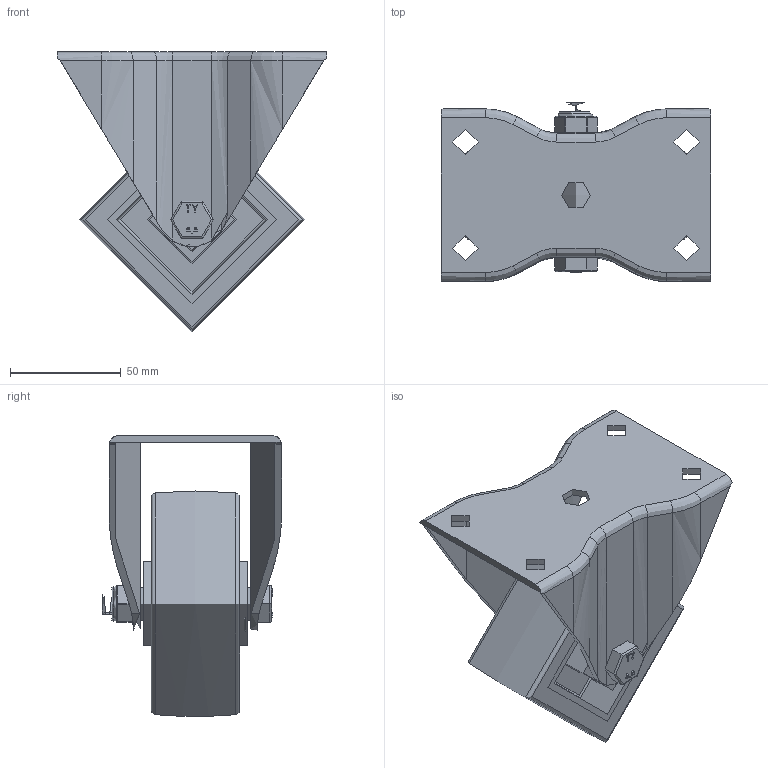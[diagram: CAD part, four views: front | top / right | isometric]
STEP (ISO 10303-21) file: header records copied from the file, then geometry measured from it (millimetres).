
FILE_DESCRIPTION(/* description */ (''),/* implementation_level */ '2;1');
FILE_NAME(/* name */ 'BZHF100ENPBLP.step',/* time_stamp */ '2024-05-17T09:18:23+01:00',/* author */ (''),/* organization */ (''),/* preprocessor_version */ 'ST-DEVELOPER v20',/* originating_system */ 'Autodesk Translation Framework v13.14.0.145',/* authorisation */ '');
FILE_SCHEMA (('AUTOMOTIVE_DESIGN { 1 0 10303 214 3 1 1 }'));
Length unit declared in the file: millimetre
Products named in the file (20): BZHF100ENPBLP; BZHF100ASLP - 50 v1; ZINC PLATED PRESSED STEEL BRACKET; BZH100WENPRB15 v1; 82 SHORE A POLYURETHANE TYRE; NYLON RIM; NYLON RIM Geometry; CAP; ROLLER BEARING; CAGE; RIBS; Component4; TUBEM15X50 v1; ZINC PLATED AXLE TUBE; HEXBOLTM10X70Z8.8 v2; GRADE 8.8 THREADED ZINC PLATED BOLT; NYLOCM10Z v1; NYLOC NUT; RUBBER; NUT
Assembly tree (26 placements, depth 5):
  BZHF100ENPBLP
    BZHF100ASLP - 50 v1
      ZINC PLATED PRESSED STEEL BRACKET
    BZH100WENPRB15 v1
      82 SHORE A POLYURETHANE TYRE
      NYLON RIM
        NYLON RIM Geometry
        CAP
      ROLLER BEARING
        CAGE
        RIBS
          Component4  x8
    TUBEM15X50 v1
      ZINC PLATED AXLE TUBE
    HEXBOLTM10X70Z8.8 v2
      GRADE 8.8 THREADED ZINC PLATED BOLT
    NYLOCM10Z v1
      NYLOC NUT
        RUBBER
        NUT
Bounding box: 122 x 81 x 126.91 mm (x, y, z)
Volume: 301906.4 mm3; surface area: 124856.8 mm2
Topology: 17 solids, 17 shells, 394 faces, 957 edges, 599 vertices
Faces by surface type: plane 181, cylinder 142, bspline 37, torus 20, sphere 12, cone 2
Full cylindrical faces by diameter (mm): 4 x8, 8.141 x18, 9.85 x19, 10 x3, 10.5 x1, 10.8 x1, 11.5 x4, 12 x2, 15 x1, 15.5 x3, 16 x2, 22.5 x1, 23.5 x1, 24 x1, 28.5 x1, 29 x1, 38 x2, 76 x2
Entity records: 16811 total; most frequent: CARTESIAN_POINT 7435, ORIENTED_EDGE 1872, DIRECTION 1822, EDGE_CURVE 936, AXIS2_PLACEMENT_3D 667, VERTEX_POINT 585, LINE 488, VECTOR 488
